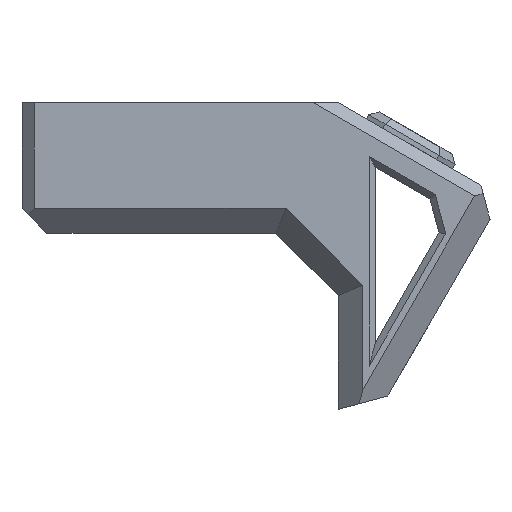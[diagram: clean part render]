
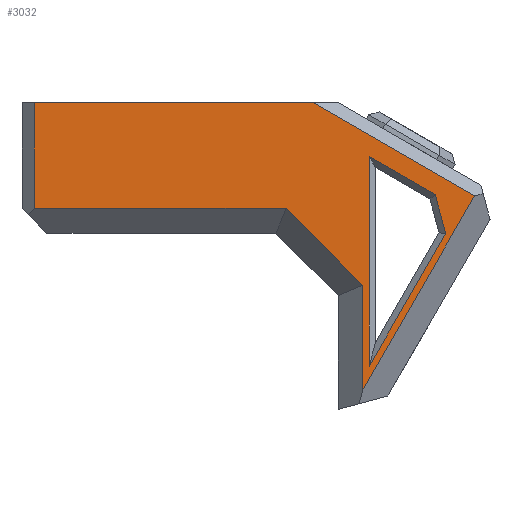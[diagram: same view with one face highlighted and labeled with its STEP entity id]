
A CAD part, left-side view. The second image highlights one B-rep face of the part: STEP entity #3032.
In plain terms, the highlighted planar face has unit normal (-1, 0, 0).
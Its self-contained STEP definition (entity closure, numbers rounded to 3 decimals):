
#13 = PLANE ( 'NONE',  #7202 ) ;
#55 = VECTOR ( 'NONE', #7623, 1000. ) ;
#83 = EDGE_CURVE ( 'NONE', #6808, #4395, #3553, .T. ) ;
#152 = VECTOR ( 'NONE', #1323, 1000. ) ;
#172 = CARTESIAN_POINT ( 'NONE',  ( -42.25, -14.7, 4.5 ) ) ;
#184 = EDGE_LOOP ( 'NONE', ( #1456, #1646, #2559, #770 ) ) ;
#212 = DIRECTION ( 'NONE',  ( 0., -0.5, 0.866 ) ) ;
#335 = CARTESIAN_POINT ( 'NONE',  ( -42.25, -17.825, -13.124 ) ) ;
#427 = LINE ( 'NONE', #4230, #1487 ) ;
#468 = CARTESIAN_POINT ( 'NONE',  ( -42.25, -10.7, 4.5 ) ) ;
#488 = LINE ( 'NONE', #5054, #5262 ) ;
#592 = CARTESIAN_POINT ( 'NONE',  ( -42.25, 11.7, 4.5 ) ) ;
#770 = ORIENTED_EDGE ( 'NONE', *, *, #7886, .T. ) ;
#780 = ORIENTED_EDGE ( 'NONE', *, *, #5144, .T. ) ;
#1102 = ORIENTED_EDGE ( 'NONE', *, *, #2075, .T. ) ;
#1323 = DIRECTION ( 'NONE',  ( 0., -1., 0. ) ) ;
#1401 = LINE ( 'NONE', #5847, #4994 ) ;
#1436 = VECTOR ( 'NONE', #4131, 1000. ) ;
#1456 = ORIENTED_EDGE ( 'NONE', *, *, #4840, .T. ) ;
#1468 = VERTEX_POINT ( 'NONE', #6657 ) ;
#1487 = VECTOR ( 'NONE', #6790, 1000. ) ;
#1531 = VERTEX_POINT ( 'NONE', #468 ) ;
#1548 = VERTEX_POINT ( 'NONE', #3139 ) ;
#1556 = EDGE_CURVE ( 'NONE', #7693, #5283, #7455, .T. ) ;
#1646 = ORIENTED_EDGE ( 'NONE', *, *, #6041, .T. ) ;
#1874 = LINE ( 'NONE', #5019, #6522 ) ;
#1908 = DIRECTION ( 'NONE',  ( 0., -1., 0. ) ) ;
#2075 = EDGE_CURVE ( 'NONE', #4395, #1531, #1874, .T. ) ;
#2116 = EDGE_CURVE ( 'NONE', #1468, #5361, #6079, .T. ) ;
#2351 = ORIENTED_EDGE ( 'NONE', *, *, #83, .T. ) ;
#2461 = CARTESIAN_POINT ( 'NONE',  ( -42.25, -20.506, -2.894 ) ) ;
#2501 = VERTEX_POINT ( 'NONE', #2461 ) ;
#2504 = DIRECTION ( 'NONE',  ( 0., 0., 1. ) ) ;
#2559 = ORIENTED_EDGE ( 'NONE', *, *, #6726, .T. ) ;
#2604 = CARTESIAN_POINT ( 'NONE',  ( -42.25, -21.345, -6.026 ) ) ;
#2718 = CARTESIAN_POINT ( 'NONE',  ( -42.25, -23.675, -2.991 ) ) ;
#2800 = CARTESIAN_POINT ( 'NONE',  ( -42.25, 6.336, 10.864 ) ) ;
#3032 = ADVANCED_FACE ( 'NONE', ( #5008, #6930 ), #13, .F. ) ;
#3115 = CARTESIAN_POINT ( 'NONE',  ( -42.25, 12.7, 4.5 ) ) ;
#3139 = CARTESIAN_POINT ( 'NONE',  ( -42.25, -15.2, 0.17 ) ) ;
#3450 = CARTESIAN_POINT ( 'NONE',  ( -42.25, -20.327, -2.79 ) ) ;
#3460 = VERTEX_POINT ( 'NONE', #2604 ) ;
#3553 = LINE ( 'NONE', #335, #6088 ) ;
#4131 = DIRECTION ( 'NONE',  ( 0., -0.707, -0.707 ) ) ;
#4230 = CARTESIAN_POINT ( 'NONE',  ( -42.25, -16.433, 12.306 ) ) ;
#4340 = LINE ( 'NONE', #6266, #7389 ) ;
#4395 = VERTEX_POINT ( 'NONE', #2718 ) ;
#4497 = DIRECTION ( 'NONE',  ( 0., 0.5, -0.866 ) ) ;
#4686 = ORIENTED_EDGE ( 'NONE', *, *, #2116, .T. ) ;
#4796 = LINE ( 'NONE', #3450, #5496 ) ;
#4835 = VECTOR ( 'NONE', #7794, 1000. ) ;
#4840 = EDGE_CURVE ( 'NONE', #1548, #2501, #4796, .T. ) ;
#4994 = VECTOR ( 'NONE', #4497, 1000. ) ;
#4998 = CARTESIAN_POINT ( 'NONE',  ( -42.25, -15.2, -16.67 ) ) ;
#5008 = FACE_BOUND ( 'NONE', #184, .T. ) ;
#5019 = CARTESIAN_POINT ( 'NONE',  ( -42.25, 6.85, 14.632 ) ) ;
#5054 = CARTESIAN_POINT ( 'NONE',  ( -42.25, 12.7, 4.5 ) ) ;
#5077 = CARTESIAN_POINT ( 'NONE',  ( -42.25, -14.7, -10.172 ) ) ;
#5144 = EDGE_CURVE ( 'NONE', #5283, #1468, #7060, .T. ) ;
#5201 = LINE ( 'NONE', #172, #4835 ) ;
#5262 = VECTOR ( 'NONE', #1908, 1000. ) ;
#5283 = VERTEX_POINT ( 'NONE', #7178 ) ;
#5343 = DIRECTION ( 'NONE',  ( 0., -0.866, -0.5 ) ) ;
#5361 = VERTEX_POINT ( 'NONE', #5077 ) ;
#5371 = VERTEX_POINT ( 'NONE', #4998 ) ;
#5478 = EDGE_CURVE ( 'NONE', #5361, #6808, #5201, .T. ) ;
#5496 = VECTOR ( 'NONE', #5343, 1000. ) ;
#5522 = DIRECTION ( 'NONE',  ( 0., 0.866, 0.5 ) ) ;
#5847 = CARTESIAN_POINT ( 'NONE',  ( -42.25, -16.133, -15.054 ) ) ;
#6041 = EDGE_CURVE ( 'NONE', #2501, #3460, #427, .T. ) ;
#6079 = LINE ( 'NONE', #2800, #1436 ) ;
#6088 = VECTOR ( 'NONE', #212, 1000. ) ;
#6266 = CARTESIAN_POINT ( 'NONE',  ( -42.25, -15.2, -0.696 ) ) ;
#6478 = CARTESIAN_POINT ( 'NONE',  ( -42.25, 12.7, -4. ) ) ;
#6522 = VECTOR ( 'NONE', #5522, 1000. ) ;
#6639 = CARTESIAN_POINT ( 'NONE',  ( -42.25, 11.7, 4.5 ) ) ;
#6657 = CARTESIAN_POINT ( 'NONE',  ( -42.25, -8.528, -4. ) ) ;
#6670 = EDGE_CURVE ( 'NONE', #7693, #1531, #488, .T. ) ;
#6726 = EDGE_CURVE ( 'NONE', #3460, #5371, #1401, .T. ) ;
#6790 = DIRECTION ( 'NONE',  ( 0., -0.259, -0.966 ) ) ;
#6808 = VERTEX_POINT ( 'NONE', #7057 ) ;
#6930 = FACE_OUTER_BOUND ( 'NONE', #8142, .T. ) ;
#7054 = DIRECTION ( 'NONE',  ( 0., 0., -1. ) ) ;
#7057 = CARTESIAN_POINT ( 'NONE',  ( -42.25, -14.7, -18.536 ) ) ;
#7060 = LINE ( 'NONE', #6478, #152 ) ;
#7086 = ORIENTED_EDGE ( 'NONE', *, *, #1556, .T. ) ;
#7178 = CARTESIAN_POINT ( 'NONE',  ( -42.25, 11.7, -4. ) ) ;
#7202 = AXIS2_PLACEMENT_3D ( 'NONE', #3115, #7685, #7054 ) ;
#7389 = VECTOR ( 'NONE', #2504, 1000. ) ;
#7455 = LINE ( 'NONE', #592, #55 ) ;
#7623 = DIRECTION ( 'NONE',  ( 0., 0., -1. ) ) ;
#7685 = DIRECTION ( 'NONE',  ( 1., 0., 0. ) ) ;
#7693 = VERTEX_POINT ( 'NONE', #6639 ) ;
#7794 = DIRECTION ( 'NONE',  ( 0., 0., -1. ) ) ;
#7886 = EDGE_CURVE ( 'NONE', #5371, #1548, #4340, .T. ) ;
#8101 = ORIENTED_EDGE ( 'NONE', *, *, #5478, .T. ) ;
#8142 = EDGE_LOOP ( 'NONE', ( #2351, #1102, #8233, #7086, #780, #4686, #8101 ) ) ;
#8233 = ORIENTED_EDGE ( 'NONE', *, *, #6670, .F. ) ;
